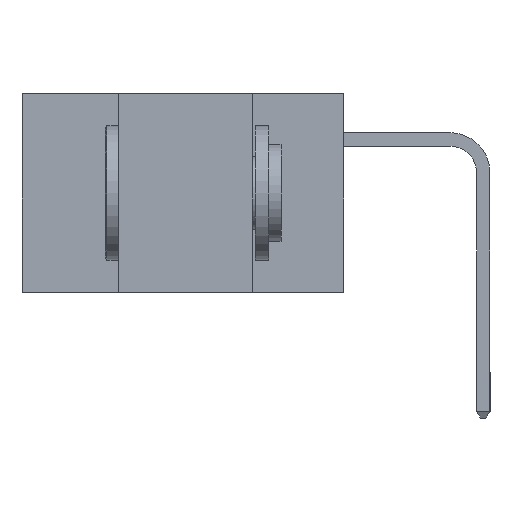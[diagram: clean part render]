
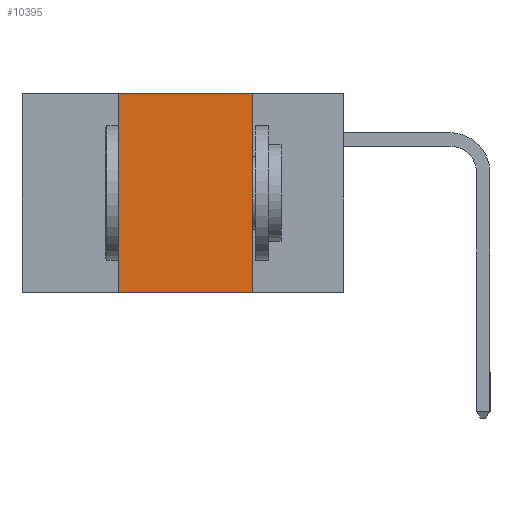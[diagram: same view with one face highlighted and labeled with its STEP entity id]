
A CAD part, left-side view. The second image highlights one B-rep face of the part: STEP entity #10395.
In plain terms, the highlighted planar face has unit normal (-1, 0, 0).
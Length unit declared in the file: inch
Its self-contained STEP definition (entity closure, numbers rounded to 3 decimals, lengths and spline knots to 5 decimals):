
#403 = EDGE_CURVE ( 'NONE', #14412, #4256, #19291, .T. ) ;
#510 = ORIENTED_EDGE ( 'NONE', *, *, #403, .F. ) ;
#823 = DIRECTION ( 'NONE',  ( 0., -1., 0. ) ) ;
#1013 = PLANE ( 'NONE',  #10914 ) ;
#1077 = CARTESIAN_POINT ( 'NONE',  ( 0., 0.17, 0. ) ) ;
#2404 = ORIENTED_EDGE ( 'NONE', *, *, #10309, .F. ) ;
#4256 = VERTEX_POINT ( 'NONE', #6002 ) ;
#5199 = CARTESIAN_POINT ( 'NONE',  ( 0., 0.42, -0.37 ) ) ;
#5614 = LINE ( 'NONE', #14677, #6607 ) ;
#6002 = CARTESIAN_POINT ( 'NONE',  ( 0., 0.42, 0. ) ) ;
#6384 = CARTESIAN_POINT ( 'NONE',  ( 0., 0.6, -0.37 ) ) ;
#6420 = CARTESIAN_POINT ( 'NONE',  ( 0., 0.42, -0.37 ) ) ;
#6607 = VECTOR ( 'NONE', #823, 39.37008 ) ;
#7252 = DIRECTION ( 'NONE',  ( 0., 0., -1. ) ) ;
#8043 = EDGE_CURVE ( 'NONE', #14412, #9006, #9586, .T. ) ;
#8808 = FACE_OUTER_BOUND ( 'NONE', #17229, .T. ) ;
#8854 = CARTESIAN_POINT ( 'NONE',  ( 0., 0.17, -0.37 ) ) ;
#9006 = VERTEX_POINT ( 'NONE', #17972 ) ;
#9586 = LINE ( 'NONE', #6384, #19362 ) ;
#10309 = EDGE_CURVE ( 'NONE', #4256, #14618, #5614, .T. ) ;
#10395 = ADVANCED_FACE ( 'NONE', ( #8808 ), #1013, .F. ) ;
#10914 = AXIS2_PLACEMENT_3D ( 'NONE', #15095, #17974, #7252 ) ;
#11490 = DIRECTION ( 'NONE',  ( 0., 0., 1. ) ) ;
#12355 = VECTOR ( 'NONE', #11490, 39.37008 ) ;
#12659 = ORIENTED_EDGE ( 'NONE', *, *, #8043, .T. ) ;
#14291 = ORIENTED_EDGE ( 'NONE', *, *, #20235, .F. ) ;
#14412 = VERTEX_POINT ( 'NONE', #6420 ) ;
#14618 = VERTEX_POINT ( 'NONE', #1077 ) ;
#14677 = CARTESIAN_POINT ( 'NONE',  ( 0., 0.6, 0. ) ) ;
#15095 = CARTESIAN_POINT ( 'NONE',  ( 0., 0.6, 0. ) ) ;
#15750 = DIRECTION ( 'NONE',  ( 0., -1., 0. ) ) ;
#17229 = EDGE_LOOP ( 'NONE', ( #14291, #2404, #510, #12659 ) ) ;
#17917 = DIRECTION ( 'NONE',  ( 0., 0., -1. ) ) ;
#17972 = CARTESIAN_POINT ( 'NONE',  ( 0., 0.17, -0.37 ) ) ;
#17974 = DIRECTION ( 'NONE',  ( 1., 0., 0. ) ) ;
#18224 = LINE ( 'NONE', #8854, #19793 ) ;
#19291 = LINE ( 'NONE', #5199, #12355 ) ;
#19362 = VECTOR ( 'NONE', #15750, 39.37008 ) ;
#19793 = VECTOR ( 'NONE', #17917, 39.37008 ) ;
#20235 = EDGE_CURVE ( 'NONE', #14618, #9006, #18224, .T. ) ;
